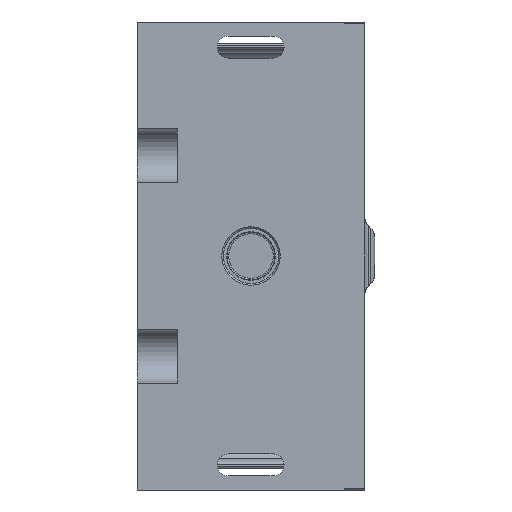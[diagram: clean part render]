
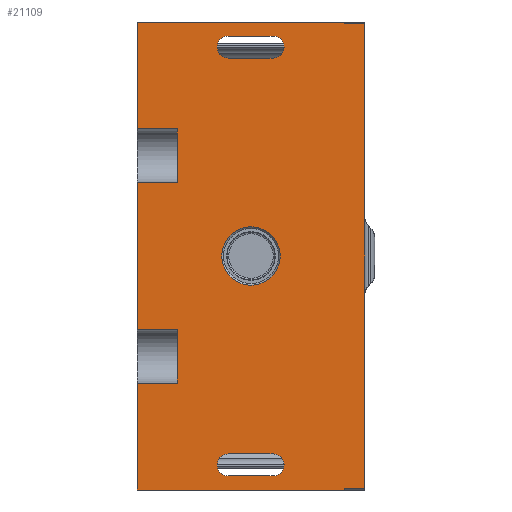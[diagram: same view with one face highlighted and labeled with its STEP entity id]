
A CAD part, front view. The second image highlights one B-rep face of the part: STEP entity #21109.
In plain terms, the highlighted planar face has unit normal (0, -1, 0).
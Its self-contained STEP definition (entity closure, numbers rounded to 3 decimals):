
#2587=DIRECTION('',(1.,0.,0.));
#2588=VECTOR('',#2587,13.4);
#2589=CARTESIAN_POINT('',(27.2,0.,-59.2));
#2590=LINE('',#2589,#2588);
#2603=DIRECTION('',(-1.,0.,0.));
#2604=VECTOR('',#2603,13.4);
#2605=CARTESIAN_POINT('',(40.6,0.,-65.8));
#2606=LINE('',#2605,#2604);
#2615=CARTESIAN_POINT('',(27.2,0.,-62.5));
#2616=DIRECTION('',(0.,-1.,0.));
#2617=DIRECTION('',(0.,0.,1.));
#2618=AXIS2_PLACEMENT_3D('',#2615,#2616,#2617);
#2620=CARTESIAN_POINT('',(40.6,0.,-62.5));
#2621=DIRECTION('',(0.,-1.,0.));
#2622=DIRECTION('',(0.,0.,-1.));
#2623=AXIS2_PLACEMENT_3D('',#2620,#2621,#2622);
#2625=CARTESIAN_POINT('',(34.,0.,0.));
#2626=DIRECTION('',(0.,-1.,0.));
#2627=DIRECTION('',(0.,0.,1.));
#2628=AXIS2_PLACEMENT_3D('',#2625,#2626,#2627);
#2630=CARTESIAN_POINT('',(34.,0.,0.));
#2631=DIRECTION('',(0.,-1.,0.));
#2632=DIRECTION('',(0.,0.,-1.));
#2633=AXIS2_PLACEMENT_3D('',#2630,#2631,#2632);
#2635=CARTESIAN_POINT('',(27.2,0.,62.5));
#2636=DIRECTION('',(0.,-1.,0.));
#2637=DIRECTION('',(0.,0.,1.));
#2638=AXIS2_PLACEMENT_3D('',#2635,#2636,#2637);
#2640=CARTESIAN_POINT('',(40.6,0.,62.5));
#2641=DIRECTION('',(0.,-1.,0.));
#2642=DIRECTION('',(0.,0.,-1.));
#2643=AXIS2_PLACEMENT_3D('',#2640,#2641,#2642);
#2645=DIRECTION('',(1.,0.,0.));
#2646=VECTOR('',#2645,6.);
#2647=CARTESIAN_POINT('',(62.,0.,69.5));
#2648=LINE('',#2647,#2646);
#2649=DIRECTION('',(0.,0.,-1.));
#2650=VECTOR('',#2649,139.);
#2651=CARTESIAN_POINT('',(68.,0.,69.5));
#2652=LINE('',#2651,#2650);
#2653=DIRECTION('',(0.,0.,1.));
#2654=VECTOR('',#2653,32.);
#2655=CARTESIAN_POINT('',(0.,0.,-70.));
#2656=LINE('',#2655,#2654);
#2657=DIRECTION('',(0.,0.,1.));
#2658=VECTOR('',#2657,44.);
#2659=CARTESIAN_POINT('',(0.,0.,-22.));
#2660=LINE('',#2659,#2658);
#2661=DIRECTION('',(0.,0.,1.));
#2662=VECTOR('',#2661,32.);
#2663=CARTESIAN_POINT('',(0.,0.,38.));
#2664=LINE('',#2663,#2662);
#2749=DIRECTION('',(1.,0.,0.));
#2750=VECTOR('',#2749,13.4);
#2751=CARTESIAN_POINT('',(27.2,0.,65.8));
#2752=LINE('',#2751,#2750);
#2761=DIRECTION('',(-1.,0.,0.));
#2762=VECTOR('',#2761,13.4);
#2763=CARTESIAN_POINT('',(40.6,0.,59.2));
#2764=LINE('',#2763,#2762);
#2823=DIRECTION('',(-1.,0.,0.));
#2824=VECTOR('',#2823,62.);
#2825=CARTESIAN_POINT('',(62.,0.,70.));
#2826=LINE('',#2825,#2824);
#3039=DIRECTION('',(0.,0.,-1.));
#3040=VECTOR('',#3039,16.);
#3041=CARTESIAN_POINT('',(12.,0.,38.));
#3042=LINE('',#3041,#3040);
#3066=DIRECTION('',(-1.,0.,0.));
#3067=VECTOR('',#3066,12.);
#3068=CARTESIAN_POINT('',(12.,0.,22.));
#3069=LINE('',#3068,#3067);
#11102=DIRECTION('',(1.,0.,0.));
#11103=VECTOR('',#11102,62.);
#11104=CARTESIAN_POINT('',(0.,0.,-70.));
#11105=LINE('',#11104,#11103);
#11111=DIRECTION('',(0.,0.,1.));
#11112=VECTOR('',#11111,0.5);
#11113=CARTESIAN_POINT('',(62.,0.,69.5));
#11114=LINE('',#11113,#11112);
#11124=DIRECTION('',(0.,0.,1.));
#11125=VECTOR('',#11124,0.5);
#11126=CARTESIAN_POINT('',(62.,0.,-70.));
#11127=LINE('',#11126,#11125);
#11132=DIRECTION('',(1.,0.,0.));
#11133=VECTOR('',#11132,6.);
#11134=CARTESIAN_POINT('',(62.,0.,-69.5));
#11135=LINE('',#11134,#11133);
#12072=DIRECTION('',(1.,0.,0.));
#12073=VECTOR('',#12072,12.);
#12074=CARTESIAN_POINT('',(0.,0.,38.));
#12075=LINE('',#12074,#12073);
#12092=DIRECTION('',(1.,0.,0.));
#12093=VECTOR('',#12092,12.);
#12094=CARTESIAN_POINT('',(0.,0.,-22.));
#12095=LINE('',#12094,#12093);
#12104=DIRECTION('',(0.,0.,-1.));
#12105=VECTOR('',#12104,16.);
#12106=CARTESIAN_POINT('',(12.,0.,-22.));
#12107=LINE('',#12106,#12105);
#12131=DIRECTION('',(-1.,0.,0.));
#12132=VECTOR('',#12131,12.);
#12133=CARTESIAN_POINT('',(12.,0.,-38.));
#12134=LINE('',#12133,#12132);
#13578=CARTESIAN_POINT('',(0.,0.,70.));
#13579=VERTEX_POINT('',#13578);
#13580=CARTESIAN_POINT('',(0.,0.,38.));
#13581=VERTEX_POINT('',#13580);
#13586=CARTESIAN_POINT('',(0.,0.,22.));
#13587=VERTEX_POINT('',#13586);
#13588=CARTESIAN_POINT('',(0.,0.,-22.));
#13589=VERTEX_POINT('',#13588);
#13594=CARTESIAN_POINT('',(0.,0.,-38.));
#13595=VERTEX_POINT('',#13594);
#13596=CARTESIAN_POINT('',(0.,0.,-70.));
#13597=VERTEX_POINT('',#13596);
#13808=CARTESIAN_POINT('',(34.,0.,8.736));
#13809=VERTEX_POINT('',#13808);
#13810=CARTESIAN_POINT('',(27.2,0.,65.8));
#13811=CARTESIAN_POINT('',(40.6,0.,65.8));
#13812=VERTEX_POINT('',#13810);
#13813=VERTEX_POINT('',#13811);
#13814=CARTESIAN_POINT('',(27.2,0.,59.2));
#13815=VERTEX_POINT('',#13814);
#13816=CARTESIAN_POINT('',(40.6,0.,59.2));
#13817=VERTEX_POINT('',#13816);
#13818=CARTESIAN_POINT('',(27.2,0.,-59.2));
#13819=CARTESIAN_POINT('',(27.2,0.,-65.8));
#13820=VERTEX_POINT('',#13818);
#13821=VERTEX_POINT('',#13819);
#13822=CARTESIAN_POINT('',(40.6,0.,-65.8));
#13823=VERTEX_POINT('',#13822);
#13824=CARTESIAN_POINT('',(40.6,0.,-59.2));
#13825=VERTEX_POINT('',#13824);
#13826=CARTESIAN_POINT('',(34.,0.,-8.736));
#13827=VERTEX_POINT('',#13826);
#13828=CARTESIAN_POINT('',(12.,0.,-38.));
#13829=VERTEX_POINT('',#13828);
#13830=CARTESIAN_POINT('',(12.,0.,-22.));
#13831=VERTEX_POINT('',#13830);
#13832=CARTESIAN_POINT('',(12.,0.,22.));
#13833=VERTEX_POINT('',#13832);
#13834=CARTESIAN_POINT('',(12.,0.,38.));
#13835=VERTEX_POINT('',#13834);
#13836=CARTESIAN_POINT('',(62.,0.,70.));
#13837=VERTEX_POINT('',#13836);
#13884=CARTESIAN_POINT('',(62.,0.,-70.));
#13885=VERTEX_POINT('',#13884);
#15684=CARTESIAN_POINT('',(68.,0.,-69.5));
#15685=VERTEX_POINT('',#15684);
#15686=CARTESIAN_POINT('',(68.,0.,69.5));
#15687=VERTEX_POINT('',#15686);
#17186=CARTESIAN_POINT('',(62.,0.,69.5));
#17188=VERTEX_POINT('',#17186);
#17189=CARTESIAN_POINT('',(62.,0.,-69.5));
#17191=VERTEX_POINT('',#17189);
#21048=CARTESIAN_POINT('',(31.,0.,0.));
#21049=DIRECTION('',(0.,1.,0.));
#21050=DIRECTION('',(0.,0.,-1.));
#21051=AXIS2_PLACEMENT_3D('',#21048,#21049,#21050);
#21052=PLANE('',#21051);
#21054=ORIENTED_EDGE('',*,*,#21053,.F.);
#21056=ORIENTED_EDGE('',*,*,#21055,.T.);
#21058=ORIENTED_EDGE('',*,*,#21057,.T.);
#21060=ORIENTED_EDGE('',*,*,#21059,.F.);
#21062=ORIENTED_EDGE('',*,*,#21061,.F.);
#21064=ORIENTED_EDGE('',*,*,#21063,.F.);
#21066=ORIENTED_EDGE('',*,*,#21065,.T.);
#21068=ORIENTED_EDGE('',*,*,#21067,.F.);
#21070=ORIENTED_EDGE('',*,*,#21069,.F.);
#21072=ORIENTED_EDGE('',*,*,#21071,.F.);
#21074=ORIENTED_EDGE('',*,*,#21073,.T.);
#21076=ORIENTED_EDGE('',*,*,#21075,.F.);
#21078=ORIENTED_EDGE('',*,*,#21077,.F.);
#21080=ORIENTED_EDGE('',*,*,#21079,.F.);
#21082=ORIENTED_EDGE('',*,*,#21081,.T.);
#21084=ORIENTED_EDGE('',*,*,#21083,.F.);
#21085=EDGE_LOOP('',(#21054,#21056,#21058,#21060,#21062,#21064,#21066,#21068,
#21070,#21072,#21074,#21076,#21078,#21080,#21082,#21084));
#21086=FACE_OUTER_BOUND('',#21085,.F.);
#21088=ORIENTED_EDGE('',*,*,#21087,.T.);
#21090=ORIENTED_EDGE('',*,*,#21089,.T.);
#21091=EDGE_LOOP('',(#21088,#21090));
#21092=FACE_BOUND('',#21091,.F.);
#21094=ORIENTED_EDGE('',*,*,#21093,.F.);
#21096=ORIENTED_EDGE('',*,*,#21095,.T.);
#21098=ORIENTED_EDGE('',*,*,#21097,.F.);
#21100=ORIENTED_EDGE('',*,*,#21099,.T.);
#21101=EDGE_LOOP('',(#21094,#21096,#21098,#21100));
#21102=FACE_BOUND('',#21101,.F.);
#21103=ORIENTED_EDGE('',*,*,#21036,.T.);
#21104=ORIENTED_EDGE('',*,*,#21016,.F.);
#21105=ORIENTED_EDGE('',*,*,#20995,.T.);
#21106=ORIENTED_EDGE('',*,*,#20974,.F.);
#21107=EDGE_LOOP('',(#21103,#21104,#21105,#21106));
#21108=FACE_BOUND('',#21107,.F.);
#2619=CIRCLE('',#2618,3.3);
#2624=CIRCLE('',#2623,3.3);
#2629=CIRCLE('',#2628,8.736);
#2634=CIRCLE('',#2633,8.736);
#2639=CIRCLE('',#2638,3.3);
#2644=CIRCLE('',#2643,3.3);
#20974=EDGE_CURVE('',#13820,#13825,#2590,.T.);
#20995=EDGE_CURVE('',#13823,#13825,#2624,.T.);
#21016=EDGE_CURVE('',#13823,#13821,#2606,.T.);
#21036=EDGE_CURVE('',#13820,#13821,#2619,.T.);
#21053=EDGE_CURVE('',#17188,#13837,#11114,.T.);
#21055=EDGE_CURVE('',#17188,#15687,#2648,.T.);
#21057=EDGE_CURVE('',#15687,#15685,#2652,.T.);
#21059=EDGE_CURVE('',#17191,#15685,#11135,.T.);
#21061=EDGE_CURVE('',#13885,#17191,#11127,.T.);
#21063=EDGE_CURVE('',#13597,#13885,#11105,.T.);
#21065=EDGE_CURVE('',#13597,#13595,#2656,.T.);
#21067=EDGE_CURVE('',#13829,#13595,#12134,.T.);
#21069=EDGE_CURVE('',#13831,#13829,#12107,.T.);
#21071=EDGE_CURVE('',#13589,#13831,#12095,.T.);
#21073=EDGE_CURVE('',#13589,#13587,#2660,.T.);
#21075=EDGE_CURVE('',#13833,#13587,#3069,.T.);
#21077=EDGE_CURVE('',#13835,#13833,#3042,.T.);
#21079=EDGE_CURVE('',#13581,#13835,#12075,.T.);
#21081=EDGE_CURVE('',#13581,#13579,#2664,.T.);
#21083=EDGE_CURVE('',#13837,#13579,#2826,.T.);
#21087=EDGE_CURVE('',#13809,#13827,#2629,.T.);
#21089=EDGE_CURVE('',#13827,#13809,#2634,.T.);
#21093=EDGE_CURVE('',#13812,#13813,#2752,.T.);
#21095=EDGE_CURVE('',#13812,#13815,#2639,.T.);
#21097=EDGE_CURVE('',#13817,#13815,#2764,.T.);
#21099=EDGE_CURVE('',#13817,#13813,#2644,.T.);
#21109=ADVANCED_FACE('',(#21086,#21092,#21102,#21108),#21052,.F.);
